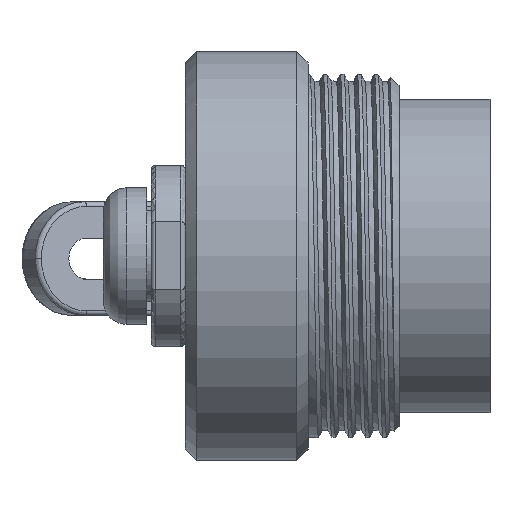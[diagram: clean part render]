
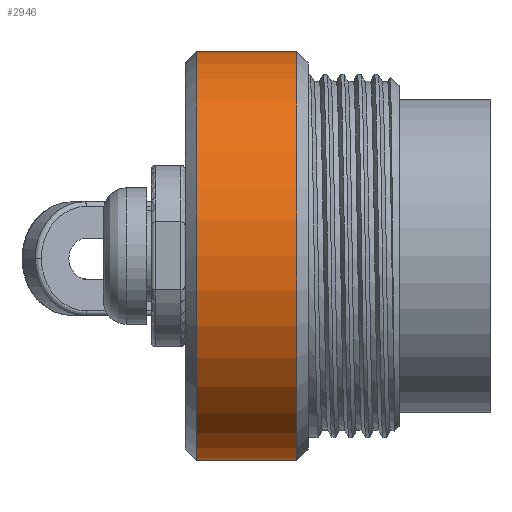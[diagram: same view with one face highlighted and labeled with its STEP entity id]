
A CAD part, top view. The second image highlights one B-rep face of the part: STEP entity #2946.
In plain terms, the highlighted cylindrical face has radius 9 mm (diameter 18 mm), a full revolution.
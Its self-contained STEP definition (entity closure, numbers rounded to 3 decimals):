
#2591=FACE_BOUND('',#3734,.T.);
#2592=FACE_BOUND('',#3735,.T.);
#2620=CYLINDRICAL_SURFACE('',#7992,9.);
#2946=ADVANCED_FACE('',(#2591,#2592),#2620,.T.);
#3734=EDGE_LOOP('',(#4657));
#3735=EDGE_LOOP('',(#4658));
#4657=ORIENTED_EDGE('',*,*,#6823,.T.);
#4658=ORIENTED_EDGE('',*,*,#6822,.F.);
#6323=VERTEX_POINT('',#10149);
#6324=VERTEX_POINT('',#10152);
#6822=EDGE_CURVE('',#6323,#6323,#7648,.T.);
#6823=EDGE_CURVE('',#6324,#6324,#7649,.T.);
#7648=CIRCLE('',#7989,9.);
#7649=CIRCLE('',#7991,9.);
#7989=AXIS2_PLACEMENT_3D('',#10148,#8579,#8580);
#7991=AXIS2_PLACEMENT_3D('',#10151,#8583,#8584);
#7992=AXIS2_PLACEMENT_3D('',#10153,#8585,#8586);
#8579=DIRECTION('',(1.,0.,0.));
#8580=DIRECTION('',(0.,-1.,0.));
#8583=DIRECTION('',(1.,0.,0.));
#8584=DIRECTION('',(0.,-1.,0.));
#8585=DIRECTION('',(-1.,0.,0.));
#8586=DIRECTION('',(0.,-1.,0.));
#10148=CARTESIAN_POINT('',(-8.5,0.,0.));
#10149=CARTESIAN_POINT('',(-8.5,-9.,0.));
#10151=CARTESIAN_POINT('',(-12.9,0.,0.));
#10152=CARTESIAN_POINT('',(-12.9,-9.,0.));
#10153=CARTESIAN_POINT('',(-8.5,0.,0.));
